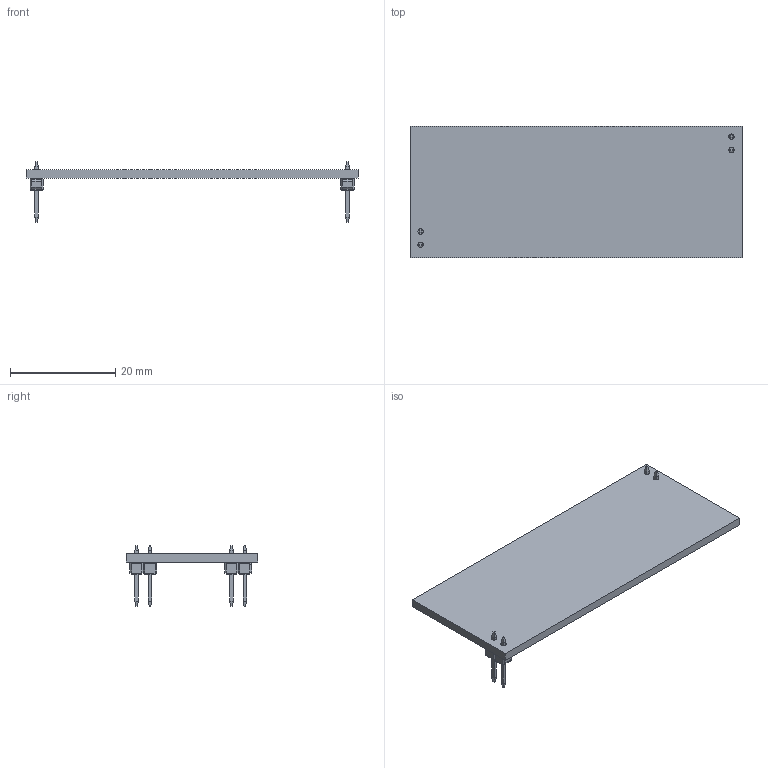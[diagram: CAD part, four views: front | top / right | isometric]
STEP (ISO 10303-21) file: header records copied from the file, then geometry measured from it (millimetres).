
FILE_DESCRIPTION(('KiCad electronic assembly'),'2;1');
FILE_NAME('FieldSensorYSO.step','2020-11-27T15:09:12',('An Author'),( 'A Company'),'Open CASCADE STEP processor 6.9', 'KiCad to STEP converter','Unknown');
FILE_SCHEMA(('AUTOMOTIVE_DESIGN { 1 0 10303 214 1 1 1 1 }'));
Length unit declared in the file: millimetre
Products named in the file (8): Open CASCADE STEP translator 6.9 1; Molex_-_22-28-4023; COMPOUND; SOLID
Assembly tree (8 placements, depth 3):
  Open CASCADE STEP translator 6.9 1
    Molex_-_22-28-4023  x2
      COMPOUND
      COMPOUND
      COMPOUND
      COMPOUND
      SOLID
    COMPOUND
Bounding box: 63 x 25 x 11.56 mm (x, y, z)
Volume: 2577.8 mm3; surface area: 3664.6 mm2
Topology: 3 solids, 3 shells, 242 faces, 628 edges, 416 vertices
Faces by surface type: plane 222, cylinder 20
Full cylindrical faces by diameter (mm): 1.02 x4
Entity records: 9055 total; most frequent: CARTESIAN_POINT 1465, DIRECTION 1256, LINE 914, VECTOR 914, ORIENTED_EDGE 644, PCURVE 644, DEFINITIONAL_REPRESENTATION 644, EDGE_CURVE 322
